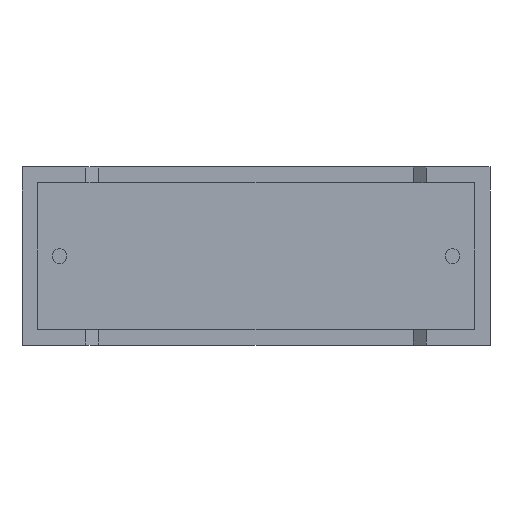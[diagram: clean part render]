
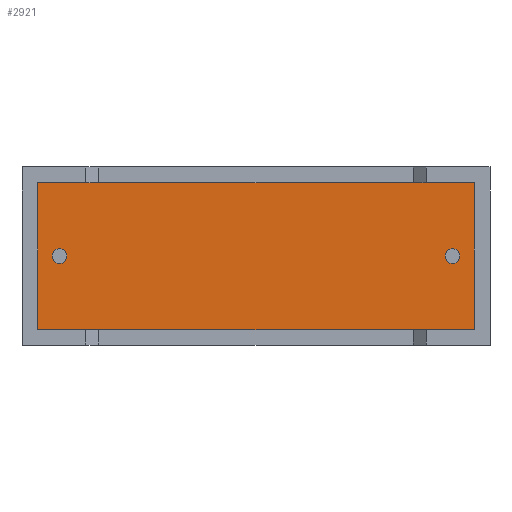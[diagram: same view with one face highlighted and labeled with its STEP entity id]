
A CAD part, front view. The second image highlights one B-rep face of the part: STEP entity #2921.
In plain terms, the highlighted planar face has unit normal (0, -1, 0).
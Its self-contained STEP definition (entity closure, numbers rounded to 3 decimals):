
#9 = DIRECTION ( 'NONE',  ( 0., 0., 1. ) ) ;
#15 = ORIENTED_EDGE ( 'NONE', *, *, #2180, .T. ) ;
#111 = DIRECTION ( 'NONE',  ( -1., 0., 0. ) ) ;
#117 = CARTESIAN_POINT ( 'NONE',  ( 0.893, 0.75, 0.893 ) ) ;
#156 = ORIENTED_EDGE ( 'NONE', *, *, #2161, .F. ) ;
#185 = CIRCLE ( 'NONE', #2963, 0.425 ) ;
#207 = EDGE_CURVE ( 'NONE', #1504, #566, #552, .T. ) ;
#248 = CARTESIAN_POINT ( 'NONE',  ( 2.15, 0.75, 5.1 ) ) ;
#349 = DIRECTION ( 'NONE',  ( 0., -1., 0. ) ) ;
#371 = VERTEX_POINT ( 'NONE', #912 ) ;
#400 = LINE ( 'NONE', #117, #2827 ) ;
#442 = LINE ( 'NONE', #2602, #2283 ) ;
#471 = LINE ( 'NONE', #1582, #1555 ) ;
#476 = DIRECTION ( 'NONE',  ( 0., 0., -1. ) ) ;
#503 = CARTESIAN_POINT ( 'NONE',  ( 0.893, 0.75, 0.893 ) ) ;
#513 = DIRECTION ( 'NONE',  ( 0., -1., 0. ) ) ;
#552 = CIRCLE ( 'NONE', #1262, 0.425 ) ;
#566 = VERTEX_POINT ( 'NONE', #2174 ) ;
#609 = EDGE_LOOP ( 'NONE', ( #1453, #2772 ) ) ;
#639 = EDGE_CURVE ( 'NONE', #371, #2439, #442, .T. ) ;
#689 = EDGE_CURVE ( 'NONE', #2439, #2737, #471, .T. ) ;
#792 = DIRECTION ( 'NONE',  ( 1., 0., 0. ) ) ;
#813 = AXIS2_PLACEMENT_3D ( 'NONE', #2431, #513, #2526 ) ;
#858 = VERTEX_POINT ( 'NONE', #1798 ) ;
#870 = CARTESIAN_POINT ( 'NONE',  ( 2.15, 0.75, 5.525 ) ) ;
#912 = CARTESIAN_POINT ( 'NONE',  ( 25.907, 0.75, 0.893 ) ) ;
#928 = FACE_BOUND ( 'NONE', #609, .T. ) ;
#938 = CARTESIAN_POINT ( 'NONE',  ( 2.15, 0.75, 5.1 ) ) ;
#940 = EDGE_CURVE ( 'NONE', #858, #1781, #1365, .T. ) ;
#964 = DIRECTION ( 'NONE',  ( 0., 0., -1. ) ) ;
#1007 = VERTEX_POINT ( 'NONE', #503 ) ;
#1107 = AXIS2_PLACEMENT_3D ( 'NONE', #1515, #349, #2674 ) ;
#1149 = ORIENTED_EDGE ( 'NONE', *, *, #1719, .T. ) ;
#1170 = ORIENTED_EDGE ( 'NONE', *, *, #639, .T. ) ;
#1187 = CARTESIAN_POINT ( 'NONE',  ( 24.65, 0.75, 5.1 ) ) ;
#1255 = CARTESIAN_POINT ( 'NONE',  ( 25.907, 0.75, 9.307 ) ) ;
#1262 = AXIS2_PLACEMENT_3D ( 'NONE', #1187, #1417, #476 ) ;
#1365 = CIRCLE ( 'NONE', #1871, 0.425 ) ;
#1417 = DIRECTION ( 'NONE',  ( 0., -1., 0. ) ) ;
#1453 = ORIENTED_EDGE ( 'NONE', *, *, #1688, .F. ) ;
#1454 = PLANE ( 'NONE',  #813 ) ;
#1504 = VERTEX_POINT ( 'NONE', #1546 ) ;
#1515 = CARTESIAN_POINT ( 'NONE',  ( 24.65, 0.75, 5.1 ) ) ;
#1546 = CARTESIAN_POINT ( 'NONE',  ( 24.65, 0.75, 4.675 ) ) ;
#1555 = VECTOR ( 'NONE', #111, 1000. ) ;
#1582 = CARTESIAN_POINT ( 'NONE',  ( 25.907, 0.75, 9.307 ) ) ;
#1649 = DIRECTION ( 'NONE',  ( 0., -1., 0. ) ) ;
#1658 = CARTESIAN_POINT ( 'NONE',  ( 0.893, 0.75, 9.307 ) ) ;
#1688 = EDGE_CURVE ( 'NONE', #1781, #858, #185, .T. ) ;
#1719 = EDGE_CURVE ( 'NONE', #2737, #1007, #2000, .T. ) ;
#1781 = VERTEX_POINT ( 'NONE', #870 ) ;
#1798 = CARTESIAN_POINT ( 'NONE',  ( 2.15, 0.75, 4.675 ) ) ;
#1827 = CARTESIAN_POINT ( 'NONE',  ( 0.893, 0.75, 9.307 ) ) ;
#1871 = AXIS2_PLACEMENT_3D ( 'NONE', #248, #2375, #964 ) ;
#1953 = FACE_BOUND ( 'NONE', #2807, .T. ) ;
#2000 = LINE ( 'NONE', #1658, #2400 ) ;
#2104 = ORIENTED_EDGE ( 'NONE', *, *, #207, .F. ) ;
#2111 = DIRECTION ( 'NONE',  ( 0., 0., -1. ) ) ;
#2123 = ORIENTED_EDGE ( 'NONE', *, *, #689, .T. ) ;
#2161 = EDGE_CURVE ( 'NONE', #566, #1504, #2282, .T. ) ;
#2174 = CARTESIAN_POINT ( 'NONE',  ( 24.65, 0.75, 5.525 ) ) ;
#2180 = EDGE_CURVE ( 'NONE', #1007, #371, #400, .T. ) ;
#2282 = CIRCLE ( 'NONE', #1107, 0.425 ) ;
#2283 = VECTOR ( 'NONE', #9, 1000. ) ;
#2375 = DIRECTION ( 'NONE',  ( 0., -1., 0. ) ) ;
#2400 = VECTOR ( 'NONE', #2815, 1000. ) ;
#2431 = CARTESIAN_POINT ( 'NONE',  ( 0., 0.75, 0. ) ) ;
#2439 = VERTEX_POINT ( 'NONE', #1255 ) ;
#2510 = FACE_OUTER_BOUND ( 'NONE', #3006, .T. ) ;
#2526 = DIRECTION ( 'NONE',  ( 0., 0., -1. ) ) ;
#2602 = CARTESIAN_POINT ( 'NONE',  ( 25.907, 0.75, 0.893 ) ) ;
#2674 = DIRECTION ( 'NONE',  ( 0., 0., -1. ) ) ;
#2737 = VERTEX_POINT ( 'NONE', #1827 ) ;
#2772 = ORIENTED_EDGE ( 'NONE', *, *, #940, .F. ) ;
#2807 = EDGE_LOOP ( 'NONE', ( #156, #2104 ) ) ;
#2815 = DIRECTION ( 'NONE',  ( 0., 0., -1. ) ) ;
#2827 = VECTOR ( 'NONE', #792, 1000. ) ;
#2921 = ADVANCED_FACE ( 'NONE', ( #1953, #2510, #928 ), #1454, .T. ) ;
#2963 = AXIS2_PLACEMENT_3D ( 'NONE', #938, #1649, #2111 ) ;
#3006 = EDGE_LOOP ( 'NONE', ( #1149, #15, #1170, #2123 ) ) ;
